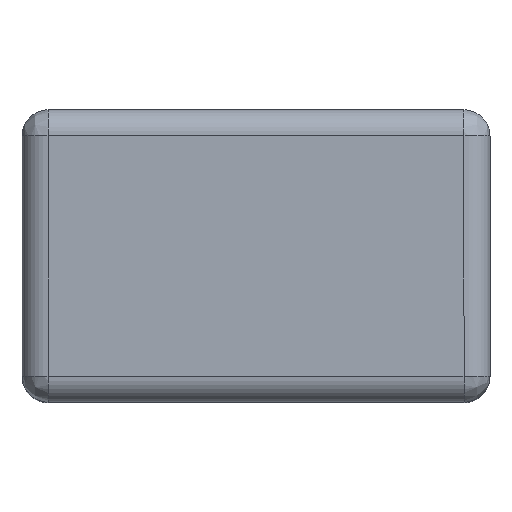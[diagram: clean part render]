
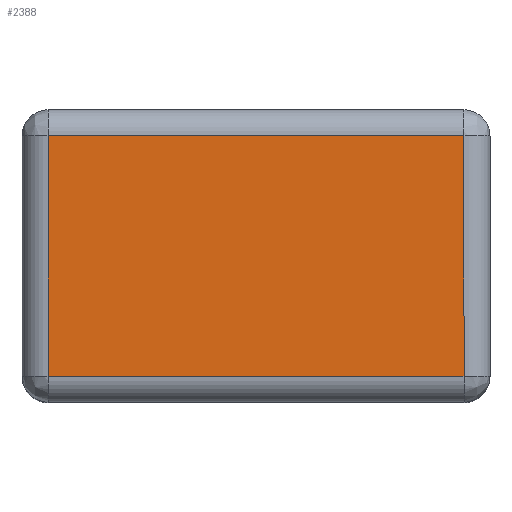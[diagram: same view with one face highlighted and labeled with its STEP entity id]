
A CAD part, top view. The second image highlights one B-rep face of the part: STEP entity #2388.
In plain terms, the highlighted planar face has unit normal (0, 0, 1).
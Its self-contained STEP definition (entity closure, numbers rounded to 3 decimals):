
#72 = EDGE_CURVE ( 'NONE', #502, #4792, #8079, .T. ) ;
#336 = CARTESIAN_POINT ( 'NONE',  ( 0., 1.85, 6. ) ) ;
#502 = VERTEX_POINT ( 'NONE', #4189 ) ;
#668 = LINE ( 'NONE', #1451, #15522 ) ;
#833 = DIRECTION ( 'NONE',  ( -1., 0., 0. ) ) ;
#888 = LINE ( 'NONE', #336, #8604 ) ;
#1451 = CARTESIAN_POINT ( 'NONE',  ( 3.2, 0., 6. ) ) ;
#1455 = ORIENTED_EDGE ( 'NONE', *, *, #18066, .F. ) ;
#2388 = ADVANCED_FACE ( 'NONE', ( #7617 ), #11965, .T. ) ;
#2906 = DIRECTION ( 'NONE',  ( 0., 1., 0. ) ) ;
#4189 = CARTESIAN_POINT ( 'NONE',  ( -3.2, 1.85, 6. ) ) ;
#4792 = VERTEX_POINT ( 'NONE', #16426 ) ;
#5525 = VERTEX_POINT ( 'NONE', #5931 ) ;
#5672 = VECTOR ( 'NONE', #833, 1000. ) ;
#5931 = CARTESIAN_POINT ( 'NONE',  ( 3.2, -1.85, 6. ) ) ;
#6586 = CARTESIAN_POINT ( 'NONE',  ( -3.2, 0., 6. ) ) ;
#7136 = EDGE_CURVE ( 'NONE', #5525, #17588, #668, .T. ) ;
#7454 = DIRECTION ( 'NONE',  ( 1., 0., 0. ) ) ;
#7617 = FACE_OUTER_BOUND ( 'NONE', #18400, .T. ) ;
#8052 = CARTESIAN_POINT ( 'NONE',  ( 0., -1.85, 6. ) ) ;
#8079 = LINE ( 'NONE', #6586, #11434 ) ;
#8604 = VECTOR ( 'NONE', #11802, 1000. ) ;
#8853 = CARTESIAN_POINT ( 'NONE',  ( 0., 0., 6. ) ) ;
#9980 = LINE ( 'NONE', #8052, #5672 ) ;
#11316 = CARTESIAN_POINT ( 'NONE',  ( 3.2, 1.85, 6. ) ) ;
#11434 = VECTOR ( 'NONE', #18067, 1000. ) ;
#11524 = AXIS2_PLACEMENT_3D ( 'NONE', #8853, #16037, #7454 ) ;
#11601 = ORIENTED_EDGE ( 'NONE', *, *, #72, .T. ) ;
#11802 = DIRECTION ( 'NONE',  ( -1., 0., 0. ) ) ;
#11965 = PLANE ( 'NONE',  #11524 ) ;
#14355 = ORIENTED_EDGE ( 'NONE', *, *, #18509, .T. ) ;
#15522 = VECTOR ( 'NONE', #2906, 1000. ) ;
#15999 = ORIENTED_EDGE ( 'NONE', *, *, #7136, .T. ) ;
#16037 = DIRECTION ( 'NONE',  ( 0., 0., 1. ) ) ;
#16426 = CARTESIAN_POINT ( 'NONE',  ( -3.2, -1.85, 6. ) ) ;
#17588 = VERTEX_POINT ( 'NONE', #11316 ) ;
#18066 = EDGE_CURVE ( 'NONE', #5525, #4792, #9980, .T. ) ;
#18067 = DIRECTION ( 'NONE',  ( 0., -1., 0. ) ) ;
#18400 = EDGE_LOOP ( 'NONE', ( #11601, #1455, #15999, #14355 ) ) ;
#18509 = EDGE_CURVE ( 'NONE', #17588, #502, #888, .T. ) ;
